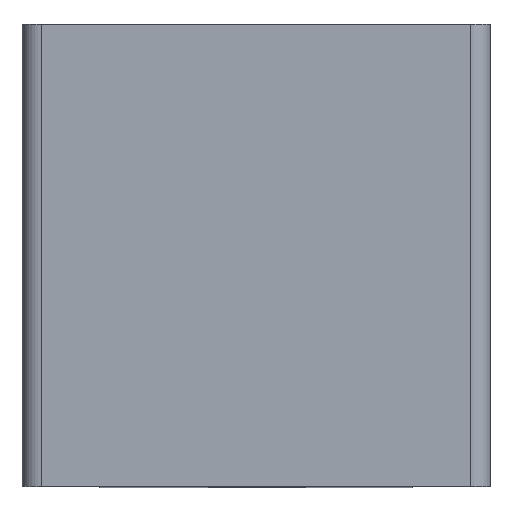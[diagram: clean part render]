
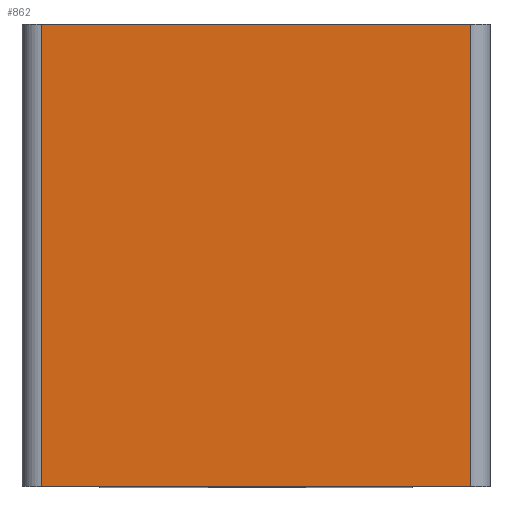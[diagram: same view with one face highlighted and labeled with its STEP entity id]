
A CAD part, top view. The second image highlights one B-rep face of the part: STEP entity #862.
In plain terms, the highlighted planar face has unit normal (0, 0, 1).
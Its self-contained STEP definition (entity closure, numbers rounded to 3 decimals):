
#27=LINE('',#1263,#133);
#64=LINE('',#1338,#170);
#65=LINE('',#1340,#171);
#66=LINE('',#1341,#172);
#133=VECTOR('',#1025,10.);
#170=VECTOR('',#1078,10.);
#171=VECTOR('',#1079,10.);
#172=VECTOR('',#1080,10.);
#256=FACE_OUTER_BOUND('',#309,.T.);
#309=EDGE_LOOP('',(#649,#650,#651,#652));
#382=VERTEX_POINT('',#1260);
#383=VERTEX_POINT('',#1262);
#413=VERTEX_POINT('',#1337);
#414=VERTEX_POINT('',#1339);
#466=EDGE_CURVE('',#383,#382,#27,.T.);
#504=EDGE_CURVE('',#413,#382,#64,.T.);
#505=EDGE_CURVE('',#414,#413,#65,.T.);
#506=EDGE_CURVE('',#383,#414,#66,.T.);
#649=ORIENTED_EDGE('',*,*,#466,.T.);
#650=ORIENTED_EDGE('',*,*,#504,.F.);
#651=ORIENTED_EDGE('',*,*,#505,.F.);
#652=ORIENTED_EDGE('',*,*,#506,.F.);
#818=PLANE('',#936);
#862=ADVANCED_FACE('',(#256),#818,.T.);
#936=AXIS2_PLACEMENT_3D('',#1336,#1076,#1077);
#1025=DIRECTION('',(1.,0.,0.));
#1076=DIRECTION('center_axis',(0.,0.,1.));
#1077=DIRECTION('ref_axis',(1.,0.,0.));
#1078=DIRECTION('',(0.,-1.,0.));
#1079=DIRECTION('',(1.,0.,0.));
#1080=DIRECTION('',(0.,1.,0.));
#1260=CARTESIAN_POINT('',(35.379,-2.5,17.579));
#1262=CARTESIAN_POINT('',(13.379,-2.5,17.579));
#1263=CARTESIAN_POINT('',(18.379,-2.5,17.579));
#1336=CARTESIAN_POINT('Origin',(12.379,0.,17.579));
#1337=CARTESIAN_POINT('',(35.379,21.2,17.579));
#1338=CARTESIAN_POINT('',(35.379,0.,17.579));
#1339=CARTESIAN_POINT('',(13.379,21.2,17.579));
#1340=CARTESIAN_POINT('',(36.379,21.2,17.579));
#1341=CARTESIAN_POINT('',(13.379,0.,17.579));
